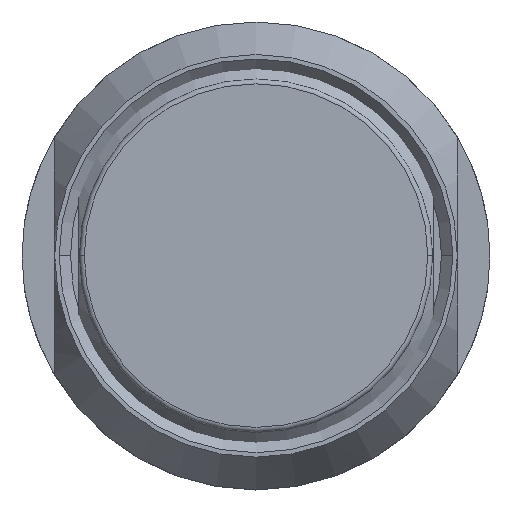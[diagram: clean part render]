
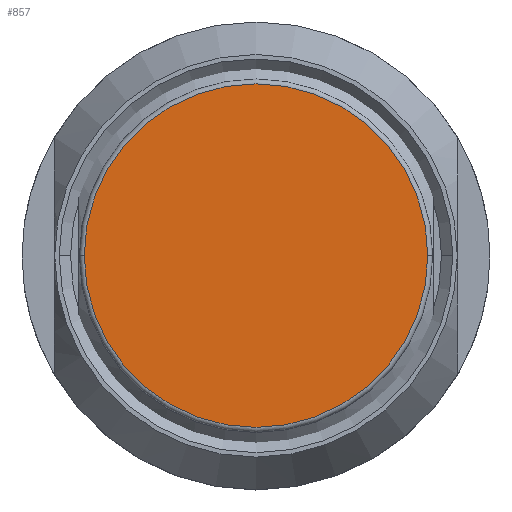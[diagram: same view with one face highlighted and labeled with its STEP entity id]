
A CAD part, top view. The second image highlights one B-rep face of the part: STEP entity #857.
In plain terms, the highlighted planar face has unit normal (0, 0, 1).
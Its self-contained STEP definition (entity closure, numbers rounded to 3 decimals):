
#857=ADVANCED_FACE('',(#1737),#1738,.T.);
#1737=FACE_OUTER_BOUND('',#2882,.T.);
#1738=PLANE('',#2883);
#2882=EDGE_LOOP('',(#5070,#5071));
#2883=AXIS2_PLACEMENT_3D('',#5072,#5073,#5074);
#5070=ORIENTED_EDGE('',*,*,#5371,.T.);
#5071=ORIENTED_EDGE('',*,*,#6169,.T.);
#5072=CARTESIAN_POINT('',(5.325,0.0,16.5));
#5073=DIRECTION('',(0.0,0.0,1.0));
#5074=DIRECTION('',(1.0,-0.0,0.0));
#5371=EDGE_CURVE('',#6276,#6280,#6282,.T.);
#6169=EDGE_CURVE('',#6280,#6276,#7400,.T.);
#6276=VERTEX_POINT('',#7577);
#6280=VERTEX_POINT('',#7581);
#6282=CIRCLE('',#7583,10.65);
#7400=CIRCLE('',#8979,10.65);
#7577=CARTESIAN_POINT('',(10.65,0.0,16.5));
#7581=CARTESIAN_POINT('',(-10.65,0.,16.5));
#7583=AXIS2_PLACEMENT_3D('',#9152,#9153,#9154);
#8979=AXIS2_PLACEMENT_3D('',#10261,#10262,#10263);
#9152=CARTESIAN_POINT('',(0.0,0.0,16.5));
#9153=DIRECTION('',(0.0,0.0,1.0));
#9154=DIRECTION('',(1.0,0.0,0.0));
#10261=CARTESIAN_POINT('',(0.0,0.0,16.5));
#10262=DIRECTION('',(0.0,0.0,1.0));
#10263=DIRECTION('',(1.0,0.0,0.0));
